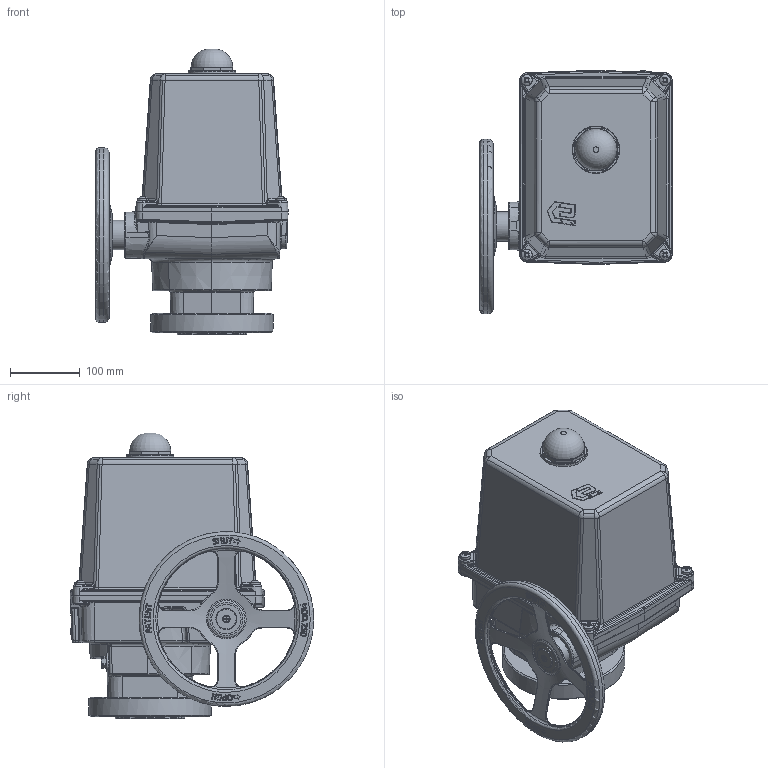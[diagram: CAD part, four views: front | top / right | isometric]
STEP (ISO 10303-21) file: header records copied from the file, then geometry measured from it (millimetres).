
FILE_DESCRIPTION(('HOOPS Exchange Step'),'2;1');
FILE_NAME('AN0300_1503_F14.stp','2025-04-25T13:37:54+02:00',('nieru'),('Unknown organisation'),'HOOPS Exchange 2024.2','HOOPS Exchange','Unknown authorisation');
FILE_SCHEMA( ('AP203_CONFIGURATION_CONTROLLED_3D_DESIGN_OF_MECHANICAL_PARTS_AND_ASSEMBLIES_MIM_LF') );
Length unit declared in the file: millimetre
Products named in the file (6): 0; root
Assembly tree (5 placements, depth 3):
  root
    0
      0
      0
      0
      0
Bounding box: 275.1 x 348.29 x 409.2 mm (x, y, z)
Volume: 14221377.8 mm3; surface area: 792777.8 mm2
Topology: 29 solids, 30 shells, 3354 faces, 8388 edges, 5089 vertices
Faces by surface type: cylinder 1233, bspline 634, plane 633, torus 588, cone 187, sphere 79
Full cylindrical faces by diameter (mm): 3.1 x1, 3.219 x1, 6 x1, 10.5 x1, 12 x8, 13.835 x4, 15.875 x1, 16 x1, 18 x8, 20 x11, 24 x2, 30 x1, 42 x4, 55 x1, 58.632 x1, 59.415 x1, 60.2 x1, 66.535 x1, 68 x2, 71.3 x1, 74.53 x1, 95 x1, 175 x1, 230 x1, 246 x1, 250 x1
Entity records: 243614 total; most frequent: CARTESIAN_POINT 169697, ORIENTED_EDGE 16562, DIRECTION 13616, EDGE_CURVE 8281, AXIS2_PLACEMENT_3D 5559, VERTEX_POINT 5089, EDGE_LOOP 3510, FACE_BOUND 3510
